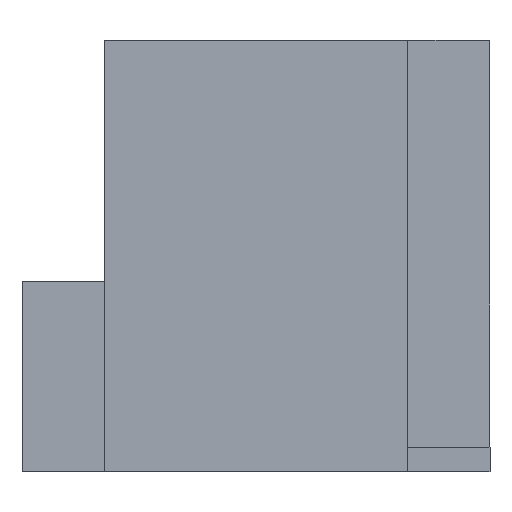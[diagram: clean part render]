
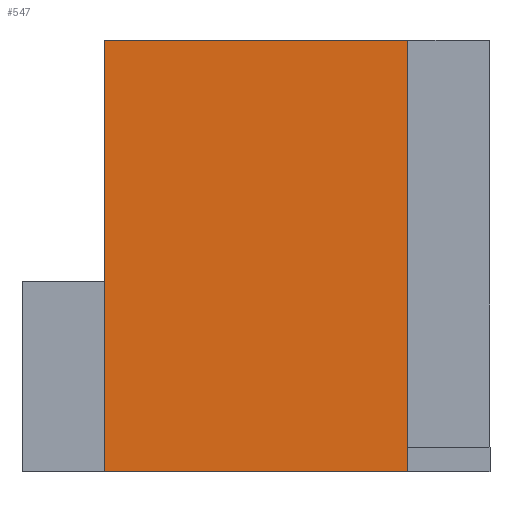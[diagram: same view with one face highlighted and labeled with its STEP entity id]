
A CAD part, front view. The second image highlights one B-rep face of the part: STEP entity #547.
In plain terms, the highlighted planar face has unit normal (0, -1, 0).
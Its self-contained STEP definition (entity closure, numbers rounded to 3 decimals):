
#45 = VERTEX_POINT('',#46);
#46 = CARTESIAN_POINT('',(-12.225,-2.05,28.42));
#54 = EDGE_CURVE('',#55,#45,#57,.T.);
#55 = VERTEX_POINT('',#56);
#56 = CARTESIAN_POINT('',(-12.225,-2.05,0.));
#57 = LINE('',#58,#59);
#58 = CARTESIAN_POINT('',(-12.225,-2.05,0.));
#59 = VECTOR('',#60,1.);
#60 = DIRECTION('',(0.,0.,1.));
#133 = EDGE_CURVE('',#45,#134,#136,.T.);
#134 = VERTEX_POINT('',#135);
#135 = CARTESIAN_POINT('',(7.775,-2.05,28.42));
#136 = LINE('',#137,#138);
#137 = CARTESIAN_POINT('',(-12.225,-2.05,28.42));
#138 = VECTOR('',#139,1.);
#139 = DIRECTION('',(1.,0.,0.));
#444 = EDGE_CURVE('',#55,#445,#447,.T.);
#445 = VERTEX_POINT('',#446);
#446 = CARTESIAN_POINT('',(7.775,-2.05,0.));
#447 = LINE('',#448,#449);
#448 = CARTESIAN_POINT('',(-12.225,-2.05,0.));
#449 = VECTOR('',#450,1.);
#450 = DIRECTION('',(1.,0.,0.));
#547 = ADVANCED_FACE('',(#548),#559,.F.);
#548 = FACE_BOUND('',#549,.F.);
#549 = EDGE_LOOP('',(#550,#551,#552,#553));
#550 = ORIENTED_EDGE('',*,*,#444,.F.);
#551 = ORIENTED_EDGE('',*,*,#54,.T.);
#552 = ORIENTED_EDGE('',*,*,#133,.T.);
#553 = ORIENTED_EDGE('',*,*,#554,.F.);
#554 = EDGE_CURVE('',#445,#134,#555,.T.);
#555 = LINE('',#556,#557);
#556 = CARTESIAN_POINT('',(7.775,-2.05,0.));
#557 = VECTOR('',#558,1.);
#558 = DIRECTION('',(0.,0.,1.));
#559 = PLANE('',#560);
#560 = AXIS2_PLACEMENT_3D('',#561,#562,#563);
#561 = CARTESIAN_POINT('',(-12.225,-2.05,0.));
#562 = DIRECTION('',(0.,1.,0.));
#563 = DIRECTION('',(0.,0.,1.));
